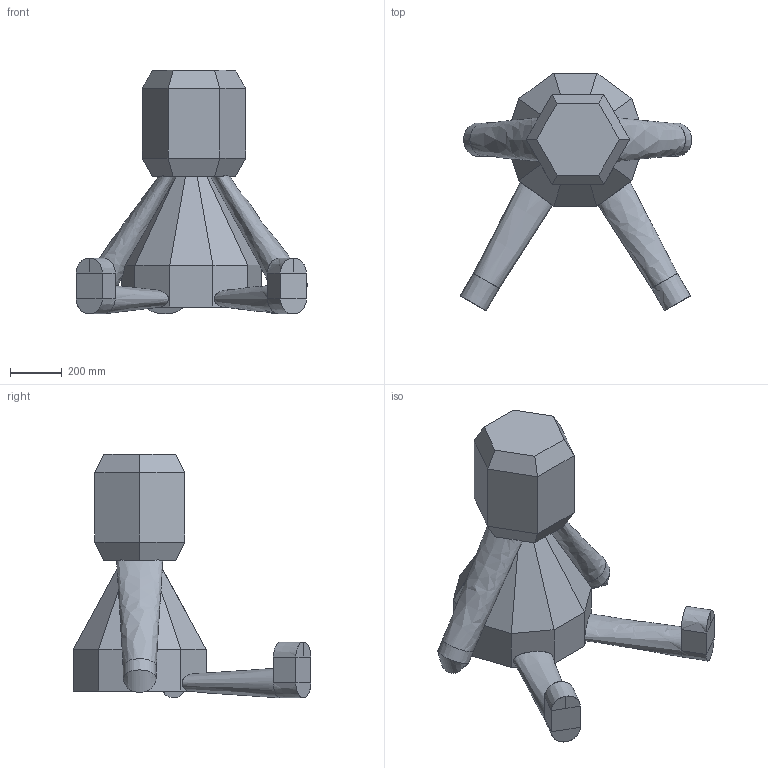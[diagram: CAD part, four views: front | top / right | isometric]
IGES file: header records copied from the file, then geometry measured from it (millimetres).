
Global section: file name: 77Hpuppet_body.igs; native system: Rhinoceros ( Jun 30 2014 ); preprocessor: Trout Lake IGES 012 Jun 30 2014; date: 160210.165950; units: centimetre
Bounding box: 893.68 x 917.66 x 941.82 mm (x, y, z)
Surface area: 2320965.3 mm2 (no closed solid volume)
Topology: 0 solids, 0 shells, 77 faces, 450 edges, 430 vertices
Faces by surface type: bspline 77
